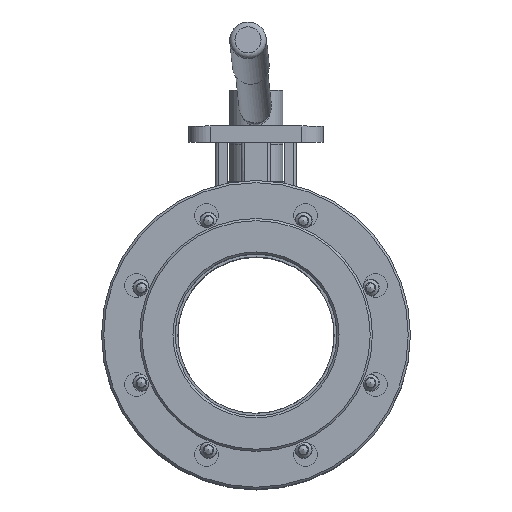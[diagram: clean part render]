
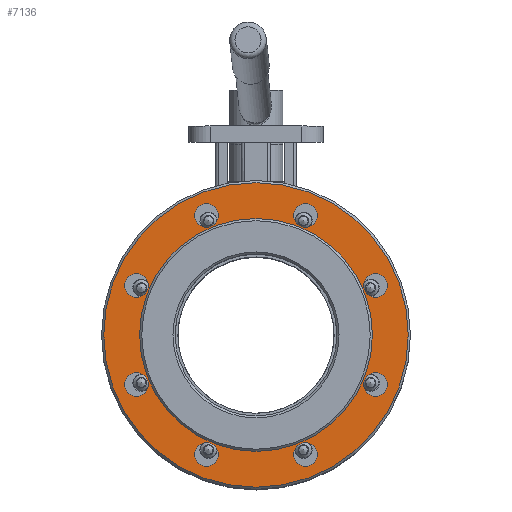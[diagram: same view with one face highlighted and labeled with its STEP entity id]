
A CAD part, top view. The second image highlights one B-rep face of the part: STEP entity #7136.
In plain terms, the highlighted planar face has unit normal (0, 0, 1).
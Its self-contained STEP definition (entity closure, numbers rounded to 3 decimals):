
#319=FACE_BOUND('',#1254,.T.);
#320=FACE_BOUND('',#1255,.T.);
#321=FACE_BOUND('',#1256,.T.);
#322=FACE_BOUND('',#1257,.T.);
#323=FACE_BOUND('',#1258,.T.);
#324=FACE_BOUND('',#1259,.T.);
#325=FACE_BOUND('',#1260,.T.);
#326=FACE_BOUND('',#1261,.T.);
#327=FACE_BOUND('',#1262,.T.);
#593=PLANE('',#7928);
#830=FACE_OUTER_BOUND('',#1253,.T.);
#1253=EDGE_LOOP('',(#5366));
#1254=EDGE_LOOP('',(#5367));
#1255=EDGE_LOOP('',(#5368));
#1256=EDGE_LOOP('',(#5369));
#1257=EDGE_LOOP('',(#5370));
#1258=EDGE_LOOP('',(#5371));
#1259=EDGE_LOOP('',(#5372));
#1260=EDGE_LOOP('',(#5373));
#1261=EDGE_LOOP('',(#5374));
#1262=EDGE_LOOP('',(#5375));
#2539=CIRCLE('',#7927,141.25);
#2540=CIRCLE('',#7929,108.);
#2541=CIRCLE('',#7930,11.);
#2542=CIRCLE('',#7931,11.);
#2543=CIRCLE('',#7932,11.);
#2544=CIRCLE('',#7933,11.);
#2545=CIRCLE('',#7934,11.);
#2546=CIRCLE('',#7935,11.);
#2547=CIRCLE('',#7936,11.);
#2548=CIRCLE('',#7937,11.);
#3114=VERTEX_POINT('',#12599);
#3115=VERTEX_POINT('',#12603);
#3116=VERTEX_POINT('',#12605);
#3117=VERTEX_POINT('',#12607);
#3118=VERTEX_POINT('',#12609);
#3119=VERTEX_POINT('',#12611);
#3120=VERTEX_POINT('',#12613);
#3121=VERTEX_POINT('',#12615);
#3122=VERTEX_POINT('',#12617);
#3123=VERTEX_POINT('',#12619);
#3923=EDGE_CURVE('',#3114,#3114,#2539,.T.);
#3924=EDGE_CURVE('',#3115,#3115,#2540,.T.);
#3925=EDGE_CURVE('',#3116,#3116,#2541,.T.);
#3926=EDGE_CURVE('',#3117,#3117,#2542,.T.);
#3927=EDGE_CURVE('',#3118,#3118,#2543,.T.);
#3928=EDGE_CURVE('',#3119,#3119,#2544,.T.);
#3929=EDGE_CURVE('',#3120,#3120,#2545,.T.);
#3930=EDGE_CURVE('',#3121,#3121,#2546,.T.);
#3931=EDGE_CURVE('',#3122,#3122,#2547,.T.);
#3932=EDGE_CURVE('',#3123,#3123,#2548,.T.);
#5366=ORIENTED_EDGE('',*,*,#3923,.F.);
#5367=ORIENTED_EDGE('',*,*,#3924,.F.);
#5368=ORIENTED_EDGE('',*,*,#3925,.F.);
#5369=ORIENTED_EDGE('',*,*,#3926,.F.);
#5370=ORIENTED_EDGE('',*,*,#3927,.F.);
#5371=ORIENTED_EDGE('',*,*,#3928,.F.);
#5372=ORIENTED_EDGE('',*,*,#3929,.F.);
#5373=ORIENTED_EDGE('',*,*,#3930,.F.);
#5374=ORIENTED_EDGE('',*,*,#3931,.F.);
#5375=ORIENTED_EDGE('',*,*,#3932,.F.);
#7136=ADVANCED_FACE('',(#830,#319,#320,#321,#322,#323,#324,#325,#326,#327),
#593,.F.);
#7927=AXIS2_PLACEMENT_3D('',#12601,#9313,#9314);
#7928=AXIS2_PLACEMENT_3D('',#12602,#9315,#9316);
#7929=AXIS2_PLACEMENT_3D('',#12604,#9317,#9318);
#7930=AXIS2_PLACEMENT_3D('',#12606,#9319,#9320);
#7931=AXIS2_PLACEMENT_3D('',#12608,#9321,#9322);
#7932=AXIS2_PLACEMENT_3D('',#12610,#9323,#9324);
#7933=AXIS2_PLACEMENT_3D('',#12612,#9325,#9326);
#7934=AXIS2_PLACEMENT_3D('',#12614,#9327,#9328);
#7935=AXIS2_PLACEMENT_3D('',#12616,#9329,#9330);
#7936=AXIS2_PLACEMENT_3D('',#12618,#9331,#9332);
#7937=AXIS2_PLACEMENT_3D('',#12620,#9333,#9334);
#9313=DIRECTION('center_axis',(0.,0.,-1.));
#9314=DIRECTION('ref_axis',(1.,0.,0.));
#9315=DIRECTION('center_axis',(0.,0.,-1.));
#9316=DIRECTION('ref_axis',(-1.,0.,0.));
#9317=DIRECTION('center_axis',(0.,0.,1.));
#9318=DIRECTION('ref_axis',(-1.,0.,0.));
#9319=DIRECTION('center_axis',(0.,0.,1.));
#9320=DIRECTION('ref_axis',(1.,0.,0.));
#9321=DIRECTION('center_axis',(0.,0.,1.));
#9322=DIRECTION('ref_axis',(1.,0.,0.));
#9323=DIRECTION('center_axis',(0.,0.,1.));
#9324=DIRECTION('ref_axis',(1.,0.,0.));
#9325=DIRECTION('center_axis',(0.,0.,1.));
#9326=DIRECTION('ref_axis',(1.,0.,0.));
#9327=DIRECTION('center_axis',(0.,0.,1.));
#9328=DIRECTION('ref_axis',(1.,0.,0.));
#9329=DIRECTION('center_axis',(0.,0.,1.));
#9330=DIRECTION('ref_axis',(1.,0.,0.));
#9331=DIRECTION('center_axis',(0.,0.,1.));
#9332=DIRECTION('ref_axis',(1.,0.,0.));
#9333=DIRECTION('center_axis',(0.,0.,1.));
#9334=DIRECTION('ref_axis',(1.,0.,0.));
#12599=CARTESIAN_POINT('',(-141.25,0.,53.412));
#12601=CARTESIAN_POINT('Origin',(0.,0.,53.412));
#12602=CARTESIAN_POINT('Origin',(0.,0.,53.412));
#12603=CARTESIAN_POINT('',(108.,0.,53.412));
#12604=CARTESIAN_POINT('Origin',(0.,0.,53.412));
#12605=CARTESIAN_POINT('',(-56.922,-110.866,53.412));
#12606=CARTESIAN_POINT('Origin',(-45.922,-110.866,53.412));
#12607=CARTESIAN_POINT('',(34.922,-110.866,53.412));
#12608=CARTESIAN_POINT('Origin',(45.922,-110.866,53.412));
#12609=CARTESIAN_POINT('',(99.866,-45.922,53.412));
#12610=CARTESIAN_POINT('Origin',(110.866,-45.922,53.412));
#12611=CARTESIAN_POINT('',(99.866,45.922,53.412));
#12612=CARTESIAN_POINT('Origin',(110.866,45.922,53.412));
#12613=CARTESIAN_POINT('',(34.922,110.866,53.412));
#12614=CARTESIAN_POINT('Origin',(45.922,110.866,53.412));
#12615=CARTESIAN_POINT('',(-56.922,110.866,53.412));
#12616=CARTESIAN_POINT('Origin',(-45.922,110.866,53.412));
#12617=CARTESIAN_POINT('',(-121.866,45.922,53.412));
#12618=CARTESIAN_POINT('Origin',(-110.866,45.922,53.412));
#12619=CARTESIAN_POINT('',(-121.866,-45.922,53.412));
#12620=CARTESIAN_POINT('Origin',(-110.866,-45.922,53.412));
